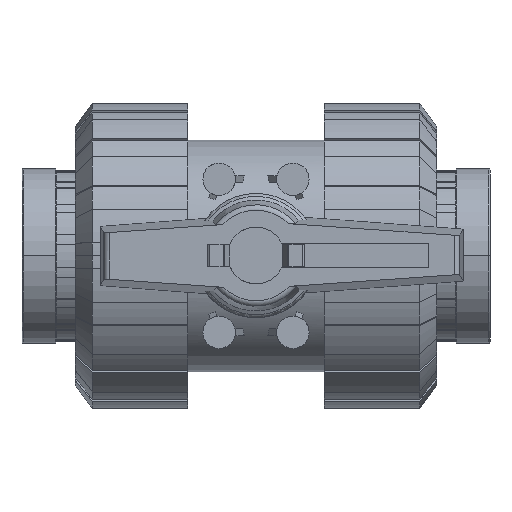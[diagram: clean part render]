
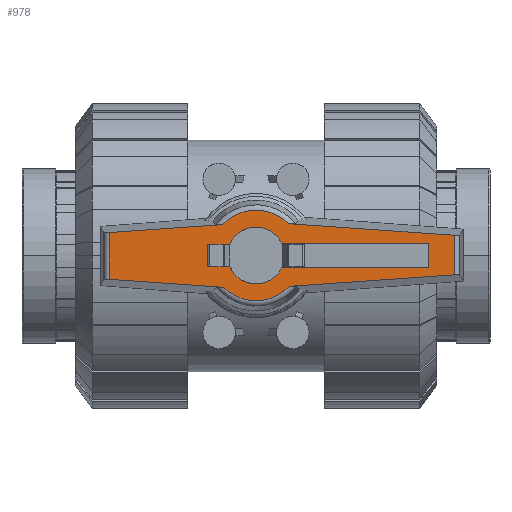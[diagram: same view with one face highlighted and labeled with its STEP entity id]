
A CAD part, top view. The second image highlights one B-rep face of the part: STEP entity #978.
In plain terms, the highlighted planar face has unit normal (0, 0, 1).
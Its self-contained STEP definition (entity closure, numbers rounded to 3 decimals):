
#978=ADVANCED_FACE('',(#2353,#2354),#2355,.T.);
#2353=FACE_BOUND('',#4203,.T.);
#2354=FACE_OUTER_BOUND('',#4204,.T.);
#2355=PLANE('',#4205);
#4203=EDGE_LOOP('',(#6738,#6739,#6740,#6741,#6742,#6743,#6744,#6745));
#4204=EDGE_LOOP('',(#6746,#6747,#6748,#6749,#6750,#6751,#6752,#6753));
#4205=AXIS2_PLACEMENT_3D('',#6754,#6755,#6756);
#6738=ORIENTED_EDGE('',*,*,#11673,.T.);
#6739=ORIENTED_EDGE('',*,*,#11744,.T.);
#6740=ORIENTED_EDGE('',*,*,#11851,.T.);
#6741=ORIENTED_EDGE('',*,*,#11859,.T.);
#6742=ORIENTED_EDGE('',*,*,#11655,.T.);
#6743=ORIENTED_EDGE('',*,*,#11595,.T.);
#6744=ORIENTED_EDGE('',*,*,#11586,.T.);
#6745=ORIENTED_EDGE('',*,*,#11664,.T.);
#6746=ORIENTED_EDGE('',*,*,#11808,.T.);
#6747=ORIENTED_EDGE('',*,*,#11963,.T.);
#6748=ORIENTED_EDGE('',*,*,#11905,.T.);
#6749=ORIENTED_EDGE('',*,*,#11912,.F.);
#6750=ORIENTED_EDGE('',*,*,#11840,.T.);
#6751=ORIENTED_EDGE('',*,*,#11943,.T.);
#6752=ORIENTED_EDGE('',*,*,#11886,.T.);
#6753=ORIENTED_EDGE('',*,*,#11893,.T.);
#6754=CARTESIAN_POINT('',(7.994,0.0,162.0));
#6755=DIRECTION('',(0.0,0.0,1.0));
#6756=DIRECTION('',(1.0,0.0,0.0));
#11586=EDGE_CURVE('',#13934,#13935,#13936,.T.);
#11595=EDGE_CURVE('',#13949,#13934,#13950,.T.);
#11655=EDGE_CURVE('',#14046,#13949,#14047,.T.);
#11664=EDGE_CURVE('',#13935,#14060,#14061,.T.);
#11673=EDGE_CURVE('',#14060,#14071,#14072,.T.);
#11744=EDGE_CURVE('',#14071,#14163,#14165,.T.);
#11808=EDGE_CURVE('',#14273,#14271,#14274,.T.);
#11840=EDGE_CURVE('',#14328,#14326,#14329,.T.);
#11851=EDGE_CURVE('',#14163,#14346,#14347,.T.);
#11859=EDGE_CURVE('',#14346,#14046,#14356,.T.);
#11886=EDGE_CURVE('',#14393,#14391,#14394,.T.);
#11893=EDGE_CURVE('',#14391,#14273,#14404,.T.);
#11905=EDGE_CURVE('',#14421,#14419,#14422,.T.);
#11912=EDGE_CURVE('',#14328,#14419,#14432,.T.);
#11943=EDGE_CURVE('',#14326,#14393,#14469,.T.);
#11963=EDGE_CURVE('',#14271,#14421,#14489,.T.);
#13934=VERTEX_POINT('',#17403);
#13935=VERTEX_POINT('',#17404);
#13936=LINE('',#17405,#17406);
#13949=VERTEX_POINT('',#17425);
#13950=LINE('',#17426,#17427);
#14046=VERTEX_POINT('',#17556);
#14047=CIRCLE('',#17557,10.0);
#14060=VERTEX_POINT('',#17572);
#14061=LINE('',#17573,#17574);
#14071=VERTEX_POINT('',#17589);
#14072=CIRCLE('',#17590,10.0);
#14163=VERTEX_POINT('',#17714);
#14165=LINE('',#17717,#17718);
#14271=VERTEX_POINT('',#18023);
#14273=VERTEX_POINT('',#18050);
#14274=LINE('',#18051,#18052);
#14326=VERTEX_POINT('',#18218);
#14328=VERTEX_POINT('',#18245);
#14329=LINE('',#18246,#18247);
#14346=VERTEX_POINT('',#18269);
#14347=LINE('',#18270,#18271);
#14356=LINE('',#18283,#18284);
#14391=VERTEX_POINT('',#18329);
#14393=VERTEX_POINT('',#18331);
#14394=LINE('',#18332,#18333);
#14404=LINE('',#18403,#18404);
#14419=VERTEX_POINT('',#18423);
#14421=VERTEX_POINT('',#18425);
#14422=LINE('',#18426,#18427);
#14432=LINE('',#18497,#18498);
#14469=CIRCLE('',#18607,15.988);
#14489=CIRCLE('',#18627,15.988);
#17403=CARTESIAN_POINT('',(60.833,4.375,162.0));
#17404=CARTESIAN_POINT('',(60.833,-4.375,162.0));
#17405=CARTESIAN_POINT('',(60.833,0.0,162.0));
#17406=VECTOR('',#23757,1.0);
#17425=CARTESIAN_POINT('',(8.992,4.375,162.0));
#17426=CARTESIAN_POINT('',(19.205,4.375,162.0));
#17427=VECTOR('',#23764,1.0);
#17556=CARTESIAN_POINT('',(-9.192,3.938,162.0));
#17557=AXIS2_PLACEMENT_3D('',#23852,#23853,#23854);
#17572=CARTESIAN_POINT('',(8.992,-4.375,162.0));
#17573=CARTESIAN_POINT('',(19.205,-4.375,162.0));
#17574=VECTOR('',#23869,1.0);
#17589=CARTESIAN_POINT('',(-9.192,-3.938,162.0));
#17590=AXIS2_PLACEMENT_3D('',#23875,#23876,#23877);
#17714=CARTESIAN_POINT('',(-16.933,-3.938,162.0));
#17717=CARTESIAN_POINT('',(-2.601,-3.938,162.0));
#17718=VECTOR('',#23945,1.0);
#18023=CARTESIAN_POINT('',(-11.394,-11.216,162.0));
#18050=CARTESIAN_POINT('',(-51.662,-8.4,162.0));
#18051=CARTESIAN_POINT('',(-4.192,-11.72,162.0));
#18052=VECTOR('',#23999,1.0);
#18218=CARTESIAN_POINT('',(11.394,11.216,162.0));
#18245=CARTESIAN_POINT('',(69.912,7.124,162.0));
#18246=CARTESIAN_POINT('',(37.881,9.364,162.0));
#18247=VECTOR('',#24027,1.0);
#18269=CARTESIAN_POINT('',(-16.933,3.938,162.0));
#18270=CARTESIAN_POINT('',(-16.933,5.906,162.0));
#18271=VECTOR('',#24042,1.0);
#18283=CARTESIAN_POINT('',(-2.601,3.938,162.0));
#18284=VECTOR('',#24049,1.0);
#18329=CARTESIAN_POINT('',(-51.662,8.09,162.0));
#18331=CARTESIAN_POINT('',(-11.712,10.883,162.0));
#18332=CARTESIAN_POINT('',(-3.074,11.487,162.0));
#18333=VECTOR('',#24081,1.0);
#18403=CARTESIAN_POINT('',(-51.662,15.75,162.0));
#18404=VECTOR('',#24083,1.0);
#18423=CARTESIAN_POINT('',(69.912,-6.814,162.0));
#18425=CARTESIAN_POINT('',(11.712,-10.883,162.0));
#18426=CARTESIAN_POINT('',(38.956,-8.978,162.0));
#18427=VECTOR('',#24097,1.0);
#18497=CARTESIAN_POINT('',(69.912,15.75,162.0));
#18498=VECTOR('',#24099,1.0);
#18607=AXIS2_PLACEMENT_3D('',#24134,#24135,#24136);
#18627=AXIS2_PLACEMENT_3D('',#24161,#24162,#24163);
#23757=DIRECTION('',(0.0,-1.0,0.0));
#23764=DIRECTION('',(1.0,0.0,-0.0));
#23852=CARTESIAN_POINT('',(0.0,0.0,162.0));
#23853=DIRECTION('',(0.0,0.0,-1.0));
#23854=DIRECTION('',(1.0,0.0,0.0));
#23869=DIRECTION('',(-1.0,0.0,0.0));
#23875=CARTESIAN_POINT('',(0.0,0.0,162.0));
#23876=DIRECTION('',(0.0,0.0,-1.0));
#23877=DIRECTION('',(1.0,0.0,0.0));
#23945=DIRECTION('',(-1.0,0.0,0.0));
#23999=DIRECTION('',(0.998,-0.07,0.0));
#24027=DIRECTION('',(-0.998,0.07,0.0));
#24042=DIRECTION('',(0.0,1.0,-0.0));
#24049=DIRECTION('',(1.0,0.0,0.0));
#24081=DIRECTION('',(-0.998,-0.07,0.0));
#24083=DIRECTION('',(0.0,-1.0,0.0));
#24097=DIRECTION('',(0.998,0.07,-0.0));
#24099=DIRECTION('',(0.0,-1.0,0.0));
#24134=CARTESIAN_POINT('',(0.0,0.0,162.0));
#24135=DIRECTION('',(0.0,0.0,1.0));
#24136=DIRECTION('',(1.0,0.0,0.0));
#24161=CARTESIAN_POINT('',(0.0,0.0,162.0));
#24162=DIRECTION('',(0.0,0.0,1.0));
#24163=DIRECTION('',(1.0,0.0,0.0));
